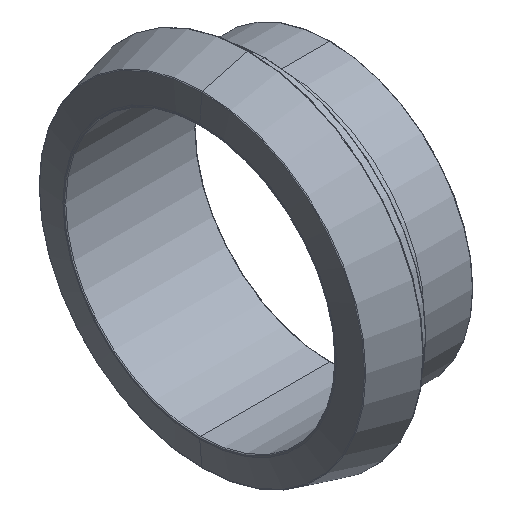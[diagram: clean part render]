
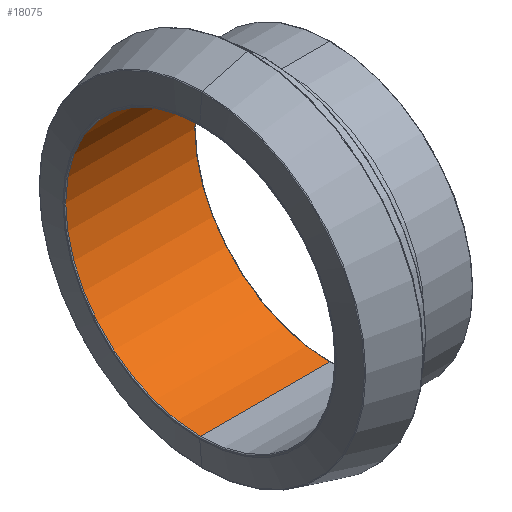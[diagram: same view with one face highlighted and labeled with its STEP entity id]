
A CAD part, isometric view. The second image highlights one B-rep face of the part: STEP entity #18075.
In plain terms, the highlighted cylindrical face has radius 33 mm (diameter 66 mm), a partial arc.
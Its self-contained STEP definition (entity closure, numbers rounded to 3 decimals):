
#108 = ORIENTED_EDGE ( 'NONE', *, *, #7795, .F. ) ;
#423 = CARTESIAN_POINT ( 'NONE',  ( 31.8, 0., 33. ) ) ;
#487 = CARTESIAN_POINT ( 'NONE',  ( 0.2, 0., -33. ) ) ;
#731 = DIRECTION ( 'NONE',  ( -1., 0., 0. ) ) ;
#1109 = DIRECTION ( 'NONE',  ( 1., 0., 0. ) ) ;
#1219 = DIRECTION ( 'NONE',  ( 0., 0., 1. ) ) ;
#1269 = DIRECTION ( 'NONE',  ( 0., 0., -1. ) ) ;
#2059 = ORIENTED_EDGE ( 'NONE', *, *, #3449, .T. ) ;
#2492 = CYLINDRICAL_SURFACE ( 'NONE', #12455, 33. ) ;
#2969 = VERTEX_POINT ( 'NONE', #4316 ) ;
#3449 = EDGE_CURVE ( 'NONE', #17905, #2969, #4643, .T. ) ;
#3614 = ORIENTED_EDGE ( 'NONE', *, *, #8821, .T. ) ;
#3697 = CARTESIAN_POINT ( 'NONE',  ( 0., 0., 33. ) ) ;
#4316 = CARTESIAN_POINT ( 'NONE',  ( 0.2, 0., 33. ) ) ;
#4643 = LINE ( 'NONE', #3697, #4885 ) ;
#4811 = CIRCLE ( 'NONE', #4970, 33. ) ;
#4885 = VECTOR ( 'NONE', #731, 1000. ) ;
#4970 = AXIS2_PLACEMENT_3D ( 'NONE', #18951, #13036, #1269 ) ;
#5133 = VERTEX_POINT ( 'NONE', #16255 ) ;
#6175 = VECTOR ( 'NONE', #6258, 1000. ) ;
#6258 = DIRECTION ( 'NONE',  ( -1., 0., 0. ) ) ;
#7300 = EDGE_CURVE ( 'NONE', #2969, #14067, #4811, .T. ) ;
#7795 = EDGE_CURVE ( 'NONE', #5133, #14067, #14054, .T. ) ;
#7797 = CARTESIAN_POINT ( 'NONE',  ( 0., 0., -33. ) ) ;
#8821 = EDGE_CURVE ( 'NONE', #5133, #17905, #13797, .T. ) ;
#12455 = AXIS2_PLACEMENT_3D ( 'NONE', #13180, #19026, #1219 ) ;
#12721 = FACE_OUTER_BOUND ( 'NONE', #17698, .T. ) ;
#13012 = DIRECTION ( 'NONE',  ( 0., 0., 1. ) ) ;
#13036 = DIRECTION ( 'NONE',  ( -1., 0., 0. ) ) ;
#13180 = CARTESIAN_POINT ( 'NONE',  ( 0., 0., 0. ) ) ;
#13797 = CIRCLE ( 'NONE', #17719, 33. ) ;
#14054 = LINE ( 'NONE', #7797, #6175 ) ;
#14067 = VERTEX_POINT ( 'NONE', #487 ) ;
#15904 = CARTESIAN_POINT ( 'NONE',  ( 31.8, 0., 0. ) ) ;
#16255 = CARTESIAN_POINT ( 'NONE',  ( 31.8, 0., -33. ) ) ;
#17495 = ORIENTED_EDGE ( 'NONE', *, *, #7300, .T. ) ;
#17698 = EDGE_LOOP ( 'NONE', ( #108, #3614, #2059, #17495 ) ) ;
#17719 = AXIS2_PLACEMENT_3D ( 'NONE', #15904, #1109, #13012 ) ;
#17905 = VERTEX_POINT ( 'NONE', #423 ) ;
#18075 = ADVANCED_FACE ( 'NONE', ( #12721 ), #2492, .F. ) ;
#18951 = CARTESIAN_POINT ( 'NONE',  ( 0.2, 0., 0. ) ) ;
#19026 = DIRECTION ( 'NONE',  ( -1., 0., 0. ) ) ;
